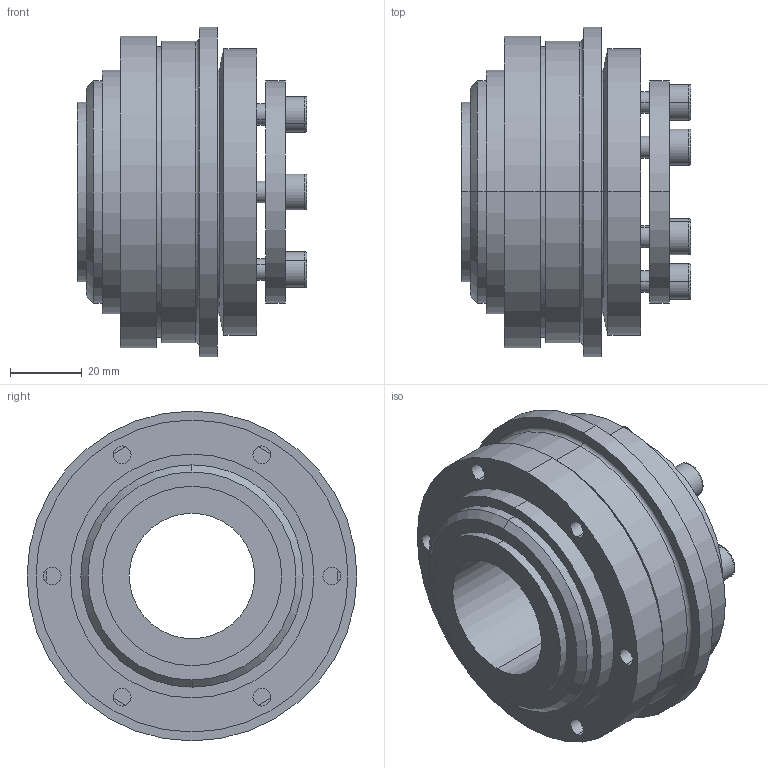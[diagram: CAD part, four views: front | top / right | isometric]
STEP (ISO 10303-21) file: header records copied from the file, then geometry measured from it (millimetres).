
FILE_DESCRIPTION(('STEP AP214'),'1');
FILE_NAME('cctmp_AD0032A8-70FE-4EFB-A032-20E0EA635AEA_2023_06_08_15_09_10_0820..stp','2023-06-08T13:09:10',('R+W Antriebselemente GmbH'),('CADClick - www.CADClick.com'),'Spatial InterOp 3D',' ','unknown authorization');
FILE_SCHEMA(('AUTOMOTIVE_DESIGN'));
Length unit declared in the file: millimetre
Products named in the file (1): SK1/150/58/D/35/45/20-70
Bounding box: 64 x 92 x 92 mm (x, y, z)
Volume: 213054.6 mm3; surface area: 41268 mm2
Topology: 1 solids, 1 shells, 143 faces, 346 edges, 220 vertices
Faces by surface type: plane 65, cylinder 60, torus 14, cone 4
Entity records: 5438 total; most frequent: DIRECTION 808, CARTESIAN_POINT 710, ORIENTED_EDGE 692, EDGE_CURVE 346, AXIS2_PLACEMENT_3D 318, VERTEX_POINT 220, EDGE_LOOP 184, CIRCLE 174
